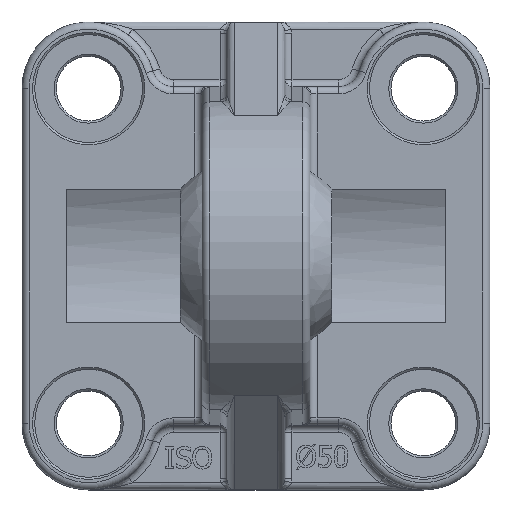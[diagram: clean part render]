
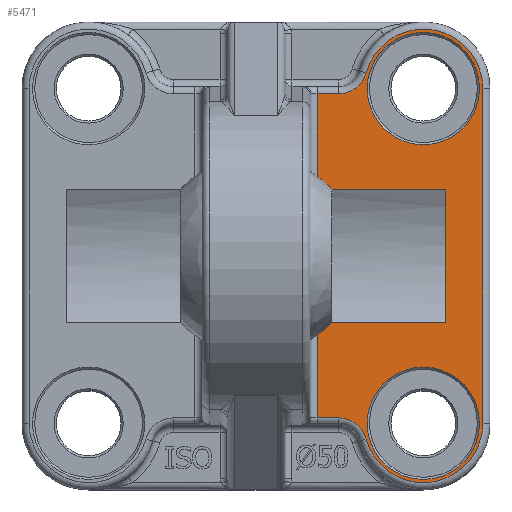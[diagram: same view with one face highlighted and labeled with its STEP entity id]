
A CAD part, top view. The second image highlights one B-rep face of the part: STEP entity #5471.
In plain terms, the highlighted planar face has unit normal (0, 0, 1).
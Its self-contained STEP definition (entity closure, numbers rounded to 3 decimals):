
#658=CARTESIAN_POINT('',(26.3,-9.287,11.0));
#659=VERTEX_POINT('',#658);
#660=CARTESIAN_POINT('',(8.5,-9.287,11.0));
#661=VERTEX_POINT('',#660);
#662=CARTESIAN_POINT('',(26.3,-9.287,11.0));
#663=DIRECTION('',(-1.0,0.0,0.0));
#664=VECTOR('',#663,17.8);
#665=LINE('',#662,#664);
#666=EDGE_CURVE('',#659,#661,#665,.T.);
#668=CARTESIAN_POINT('',(26.3,9.287,11.0));
#669=VERTEX_POINT('',#668);
#677=CARTESIAN_POINT('',(8.5,9.287,11.0));
#678=VERTEX_POINT('',#677);
#679=CARTESIAN_POINT('',(8.5,9.287,11.0));
#680=DIRECTION('',(1.0,0.0,0.0));
#681=VECTOR('',#680,17.8);
#682=LINE('',#679,#681);
#683=EDGE_CURVE('',#678,#669,#682,.T.);
#724=CARTESIAN_POINT('',(26.3,9.287,11.0));
#725=DIRECTION('',(0.0,-1.0,0.0));
#726=VECTOR('',#725,18.574);
#727=LINE('',#724,#726);
#728=EDGE_CURVE('',#669,#659,#727,.T.);
#750=CARTESIAN_POINT('',(8.5,-22.5,11.0));
#751=VERTEX_POINT('',#750);
#759=CARTESIAN_POINT('',(8.5,-22.5,11.0));
#760=DIRECTION('',(0.0,1.0,0.0));
#761=VECTOR('',#760,13.213);
#762=LINE('',#759,#761);
#763=EDGE_CURVE('',#751,#661,#762,.T.);
#1603=CARTESIAN_POINT('',(8.5,22.5,11.0));
#1604=VERTEX_POINT('',#1603);
#1605=CARTESIAN_POINT('',(8.5,9.287,11.0));
#1606=DIRECTION('',(0.0,1.0,0.0));
#1607=VECTOR('',#1606,13.213);
#1608=LINE('',#1605,#1607);
#1609=EDGE_CURVE('',#678,#1604,#1608,.T.);
#5241=CARTESIAN_POINT('',(11.439,-22.5,11.0));
#5242=VERTEX_POINT('',#5241);
#5250=CARTESIAN_POINT('',(11.439,-22.5,11.0));
#5251=DIRECTION('',(-1.0,0.0,0.0));
#5252=VECTOR('',#5251,2.939);
#5253=LINE('',#5250,#5252);
#5254=EDGE_CURVE('',#5242,#751,#5253,.T.);
#5264=CARTESIAN_POINT('',(15.296,-25.439,11.0));
#5265=VERTEX_POINT('',#5264);
#5273=CARTESIAN_POINT('',(11.439,-26.5,11.0));
#5274=DIRECTION('',(0.0,0.0,1.0));
#5275=DIRECTION('',(0.606,0.795,0.0));
#5276=AXIS2_PLACEMENT_3D('',#5273,#5274,#5275);
#5277=CIRCLE('',#5276,4.);
#5278=EDGE_CURVE('',#5265,#5242,#5277,.T.);
#5296=CARTESIAN_POINT('',(31.5,-23.25,11.0));
#5297=VERTEX_POINT('',#5296);
#5305=CARTESIAN_POINT('',(23.25,-23.25,11.0));
#5306=DIRECTION('',(0.0,0.0,-1.0));
#5307=DIRECTION('',(0.134,-0.991,0.0));
#5308=AXIS2_PLACEMENT_3D('',#5305,#5306,#5307);
#5309=CIRCLE('',#5308,8.25);
#5310=EDGE_CURVE('',#5297,#5265,#5309,.T.);
#5322=CARTESIAN_POINT('',(31.5,23.25,11.0));
#5323=VERTEX_POINT('',#5322);
#5331=CARTESIAN_POINT('',(31.5,23.25,11.0));
#5332=DIRECTION('',(0.0,-1.0,0.0));
#5333=VECTOR('',#5332,46.5);
#5334=LINE('',#5331,#5333);
#5335=EDGE_CURVE('',#5323,#5297,#5334,.T.);
#5347=CARTESIAN_POINT('',(15.296,25.439,11.0));
#5348=VERTEX_POINT('',#5347);
#5356=CARTESIAN_POINT('',(23.25,23.25,11.0));
#5357=DIRECTION('',(0.0,0.0,-1.0));
#5358=DIRECTION('',(0.134,0.991,0.0));
#5359=AXIS2_PLACEMENT_3D('',#5356,#5357,#5358);
#5360=CIRCLE('',#5359,8.25);
#5361=EDGE_CURVE('',#5348,#5323,#5360,.T.);
#5373=CARTESIAN_POINT('',(11.439,22.5,11.0));
#5374=VERTEX_POINT('',#5373);
#5382=CARTESIAN_POINT('',(11.439,26.5,11.0));
#5383=DIRECTION('',(0.0,0.0,1.0));
#5384=DIRECTION('',(0.606,-0.795,0.0));
#5385=AXIS2_PLACEMENT_3D('',#5382,#5383,#5384);
#5386=CIRCLE('',#5385,4.);
#5387=EDGE_CURVE('',#5374,#5348,#5386,.T.);
#5406=CARTESIAN_POINT('',(8.5,22.5,11.0));
#5407=DIRECTION('',(1.0,0.0,0.0));
#5408=VECTOR('',#5407,2.939);
#5409=LINE('',#5406,#5408);
#5410=EDGE_CURVE('',#1604,#5374,#5409,.T.);
#5430=CARTESIAN_POINT('',(0.0,0.,11.0));
#5431=DIRECTION('',(0.0,0.0,1.0));
#5432=DIRECTION('',(1.0,0.0,0.0));
#5433=AXIS2_PLACEMENT_3D('',#5430,#5431,#5432);
#5434=PLANE('',#5433);
#5435=ORIENTED_EDGE('',*,*,#666,.T.);
#5436=ORIENTED_EDGE('',*,*,#763,.F.);
#5437=ORIENTED_EDGE('',*,*,#5254,.F.);
#5438=ORIENTED_EDGE('',*,*,#5278,.F.);
#5439=ORIENTED_EDGE('',*,*,#5310,.F.);
#5440=ORIENTED_EDGE('',*,*,#5335,.F.);
#5441=ORIENTED_EDGE('',*,*,#5361,.F.);
#5442=ORIENTED_EDGE('',*,*,#5387,.F.);
#5443=ORIENTED_EDGE('',*,*,#5410,.F.);
#5444=ORIENTED_EDGE('',*,*,#1609,.F.);
#5445=ORIENTED_EDGE('',*,*,#683,.T.);
#5446=ORIENTED_EDGE('',*,*,#728,.T.);
#5447=EDGE_LOOP('',(#5435,#5436,#5437,#5438,#5439,#5440,#5441,#5442,#5443,#5444,#5445,#5446));
#5448=FACE_OUTER_BOUND('',#5447,.T.);
#5449=CARTESIAN_POINT('',(31.05,-23.25,11.0));
#5450=VERTEX_POINT('',#5449);
#5451=CARTESIAN_POINT('',(23.25,-23.25,11.0));
#5452=DIRECTION('',(0.0,0.0,1.0));
#5453=DIRECTION('',(-1.0,0.0,0.0));
#5454=AXIS2_PLACEMENT_3D('',#5451,#5452,#5453);
#5455=CIRCLE('',#5454,7.8);
#5456=EDGE_CURVE('',#5450,#5450,#5455,.T.);
#5457=ORIENTED_EDGE('',*,*,#5456,.F.);
#5458=EDGE_LOOP('',(#5457));
#5459=FACE_BOUND('',#5458,.T.);
#5460=CARTESIAN_POINT('',(31.05,23.25,11.0));
#5461=VERTEX_POINT('',#5460);
#5462=CARTESIAN_POINT('',(23.25,23.25,11.0));
#5463=DIRECTION('',(0.0,0.0,1.0));
#5464=DIRECTION('',(-1.0,0.0,0.0));
#5465=AXIS2_PLACEMENT_3D('',#5462,#5463,#5464);
#5466=CIRCLE('',#5465,7.8);
#5467=EDGE_CURVE('',#5461,#5461,#5466,.T.);
#5468=ORIENTED_EDGE('',*,*,#5467,.F.);
#5469=EDGE_LOOP('',(#5468));
#5470=FACE_BOUND('',#5469,.T.);
#5471=ADVANCED_FACE('',(#5448,#5459,#5470),#5434,.T.);
